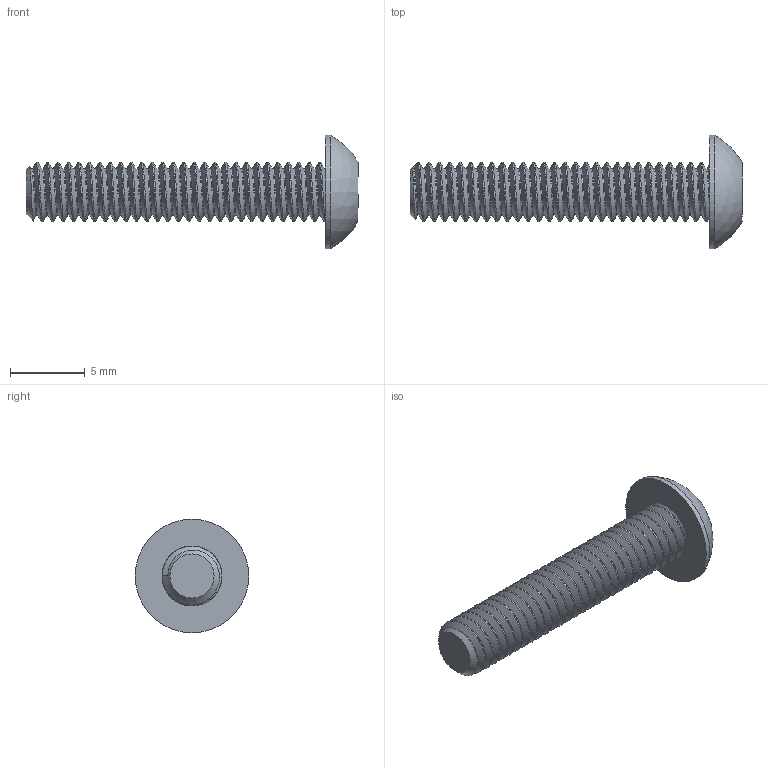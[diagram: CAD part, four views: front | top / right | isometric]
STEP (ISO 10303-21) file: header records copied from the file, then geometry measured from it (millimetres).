
FILE_DESCRIPTION(/* description */ (''),/* implementation_level */ '2;1');
FILE_NAME(/* name */ 'M4x20BHCS-0 v1.step',/* time_stamp */ '2020-09-14T12:05:20-04:00',/* author */ (''),/* organization */ (''),/* preprocessor_version */ 'ST-DEVELOPER v18.1',/* originating_system */ 'Autodesk Translation Framework v9.3.0.1241',/* authorisation */ '');
FILE_SCHEMA (('AUTOMOTIVE_DESIGN { 1 0 10303 214 3 1 1 }'));
Length unit declared in the file: millimetre
Products named in the file (2): M4x20BHCS-0; 92095A196
Assembly tree (1 placements, depth 2):
  M4x20BHCS-0
    92095A196
Bounding box: 22.2 x 7.6 x 7.6 mm (x, y, z)
Volume: 260.2 mm3; surface area: 537.8 mm2
Topology: 1 solids, 1 shells, 84 faces, 222 edges, 143 vertices
Faces by surface type: cylinder 61, plane 12, cone 7, bspline 3, sphere 1
Full cylindrical faces by diameter (mm): 3.091 x29, 4 x27, 7.6 x1
Entity records: 13426 total; most frequent: CARTESIAN_POINT 11589, ORIENTED_EDGE 444, DIRECTION 273, EDGE_CURVE 222, VERTEX_POINT 143, AXIS2_PLACEMENT_3D 97, B_SPLINE_CURVE_WITH_KNOTS 92, EDGE_LOOP 87
